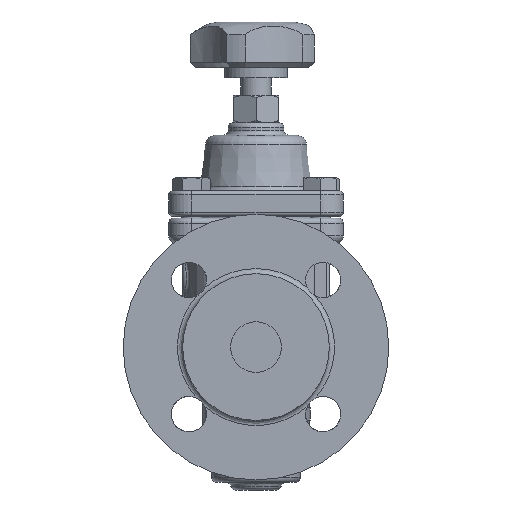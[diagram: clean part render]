
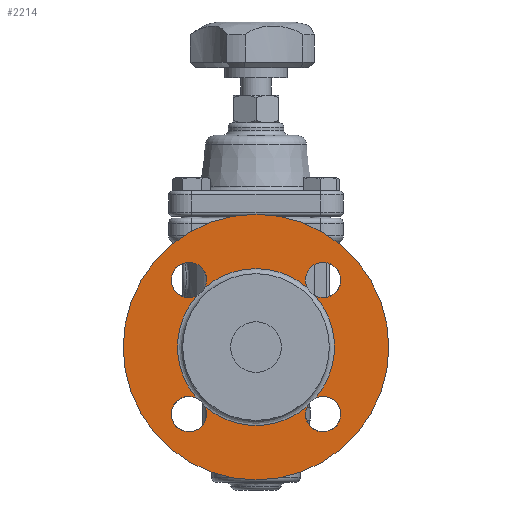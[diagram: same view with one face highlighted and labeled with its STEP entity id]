
A CAD part, left-side view. The second image highlights one B-rep face of the part: STEP entity #2214.
In plain terms, the highlighted planar face has unit normal (-1, 0, 0).
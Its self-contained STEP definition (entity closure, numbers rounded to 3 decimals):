
#1564=CARTESIAN_POINT('',(-76.0,0.,109.));
#1565=VERTEX_POINT('',#1564);
#1566=CARTESIAN_POINT('',(-76.0,0.0,56.5));
#1567=DIRECTION('',(1.0,0.0,0.0));
#1568=DIRECTION('',(0.0,0.0,-1.0));
#1569=AXIS2_PLACEMENT_3D('',#1566,#1567,#1568);
#1570=CIRCLE('',#1569,52.5);
#1571=EDGE_CURVE('',#1565,#1565,#1570,.T.);
#1643=CARTESIAN_POINT('',(-76.,-20.188,80.026));
#1644=VERTEX_POINT('',#1643);
#1645=CARTESIAN_POINT('',(-76.,-23.526,76.688));
#1646=VERTEX_POINT('',#1645);
#1670=CARTESIAN_POINT('',(-76.,20.188,80.026));
#1671=VERTEX_POINT('',#1670);
#1672=CARTESIAN_POINT('',(-76.0,0.0,56.5));
#1673=DIRECTION('',(-1.0,0.0,0.0));
#1674=DIRECTION('',(0.0,0.0,-1.0));
#1675=AXIS2_PLACEMENT_3D('',#1672,#1673,#1674);
#1676=CIRCLE('',#1675,31.);
#1677=EDGE_CURVE('',#1644,#1671,#1676,.T.);
#1679=CARTESIAN_POINT('',(-76.,23.526,76.688));
#1680=VERTEX_POINT('',#1679);
#1704=CARTESIAN_POINT('',(-76.,23.526,36.312));
#1705=VERTEX_POINT('',#1704);
#1706=CARTESIAN_POINT('',(-76.0,0.0,56.5));
#1707=DIRECTION('',(-1.0,0.0,0.0));
#1708=DIRECTION('',(0.0,0.0,-1.0));
#1709=AXIS2_PLACEMENT_3D('',#1706,#1707,#1708);
#1710=CIRCLE('',#1709,31.);
#1711=EDGE_CURVE('',#1680,#1705,#1710,.T.);
#1713=CARTESIAN_POINT('',(-76.,20.188,32.974));
#1714=VERTEX_POINT('',#1713);
#1738=CARTESIAN_POINT('',(-76.,-20.188,32.974));
#1739=VERTEX_POINT('',#1738);
#1740=CARTESIAN_POINT('',(-76.0,0.0,56.5));
#1741=DIRECTION('',(-1.0,0.0,0.0));
#1742=DIRECTION('',(0.0,0.0,-1.0));
#1743=AXIS2_PLACEMENT_3D('',#1740,#1741,#1742);
#1744=CIRCLE('',#1743,31.);
#1745=EDGE_CURVE('',#1714,#1739,#1744,.T.);
#1747=CARTESIAN_POINT('',(-76.,-23.526,36.312));
#1748=VERTEX_POINT('',#1747);
#1772=CARTESIAN_POINT('',(-76.0,0.0,56.5));
#1773=DIRECTION('',(-1.0,0.0,0.0));
#1774=DIRECTION('',(0.0,0.0,-1.0));
#1775=AXIS2_PLACEMENT_3D('',#1772,#1773,#1774);
#1776=CIRCLE('',#1775,31.);
#1777=EDGE_CURVE('',#1748,#1646,#1776,.T.);
#1811=CARTESIAN_POINT('',(-76.,-26.517,83.017));
#1812=DIRECTION('',(1.0,0.0,0.0));
#1813=DIRECTION('',(0.0,-1.0,0.0));
#1814=AXIS2_PLACEMENT_3D('',#1811,#1812,#1813);
#1815=CIRCLE('',#1814,7.);
#1816=EDGE_CURVE('',#1644,#1646,#1815,.T.);
#1851=CARTESIAN_POINT('',(-76.,-26.517,29.983));
#1852=DIRECTION('',(1.0,0.0,0.0));
#1853=DIRECTION('',(0.0,0.0,-1.0));
#1854=AXIS2_PLACEMENT_3D('',#1851,#1852,#1853);
#1855=CIRCLE('',#1854,7.);
#1856=EDGE_CURVE('',#1748,#1739,#1855,.T.);
#1891=CARTESIAN_POINT('',(-76.,26.517,29.983));
#1892=DIRECTION('',(1.0,0.0,0.0));
#1893=DIRECTION('',(0.0,1.0,0.0));
#1894=AXIS2_PLACEMENT_3D('',#1891,#1892,#1893);
#1895=CIRCLE('',#1894,7.);
#1896=EDGE_CURVE('',#1714,#1705,#1895,.T.);
#1931=CARTESIAN_POINT('',(-76.,26.517,83.017));
#1932=DIRECTION('',(1.0,0.0,0.0));
#1933=DIRECTION('',(0.0,0.0,1.0));
#1934=AXIS2_PLACEMENT_3D('',#1931,#1932,#1933);
#1935=CIRCLE('',#1934,7.);
#1936=EDGE_CURVE('',#1680,#1671,#1935,.T.);
#2196=CARTESIAN_POINT('',(-76.0,0.0,56.5));
#2197=DIRECTION('',(1.0,0.0,0.0));
#2198=DIRECTION('',(0.0,0.0,-1.0));
#2199=AXIS2_PLACEMENT_3D('',#2196,#2197,#2198);
#2200=PLANE('',#2199);
#2201=ORIENTED_EDGE('',*,*,#1571,.F.);
#2202=EDGE_LOOP('',(#2201));
#2203=FACE_OUTER_BOUND('',#2202,.T.);
#2204=ORIENTED_EDGE('',*,*,#1777,.F.);
#2205=ORIENTED_EDGE('',*,*,#1856,.T.);
#2206=ORIENTED_EDGE('',*,*,#1745,.F.);
#2207=ORIENTED_EDGE('',*,*,#1896,.T.);
#2208=ORIENTED_EDGE('',*,*,#1711,.F.);
#2209=ORIENTED_EDGE('',*,*,#1936,.T.);
#2210=ORIENTED_EDGE('',*,*,#1677,.F.);
#2211=ORIENTED_EDGE('',*,*,#1816,.T.);
#2212=EDGE_LOOP('',(#2204,#2205,#2206,#2207,#2208,#2209,#2210,#2211));
#2213=FACE_BOUND('',#2212,.T.);
#2214=ADVANCED_FACE('',(#2203,#2213),#2200,.F.);
